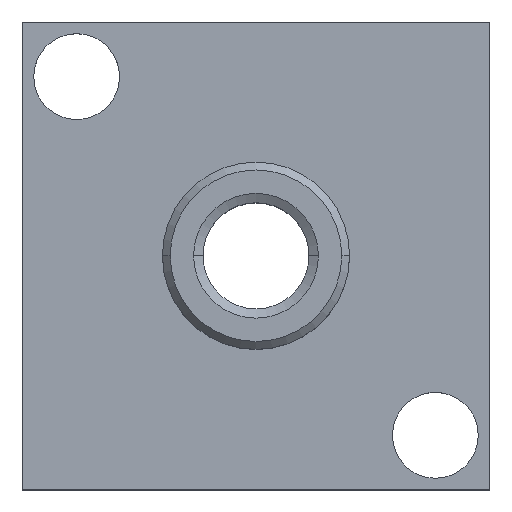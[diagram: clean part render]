
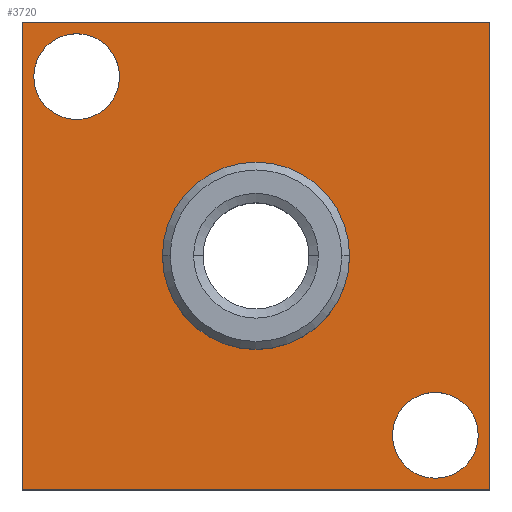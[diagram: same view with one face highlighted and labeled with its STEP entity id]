
A CAD part, top view. The second image highlights one B-rep face of the part: STEP entity #3720.
In plain terms, the highlighted planar face has unit normal (0, 0, 1).
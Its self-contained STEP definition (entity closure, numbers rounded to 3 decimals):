
#120=CARTESIAN_POINT('',(-8.75,11.5,3.));
#130=VERTEX_POINT('',#120);
#160=CARTESIAN_POINT('',(-11.5,11.5,3.));
#170=DIRECTION('',(0.,0.,-1.));
#180=DIRECTION('',(1.,0.,0.));
#190=AXIS2_PLACEMENT_3D('',#160,#170,#180);
#200=CIRCLE('',#190,2.75);
#210=CARTESIAN_POINT('',(-14.25,11.5,3.));
#220=VERTEX_POINT('',#210);
#230=EDGE_CURVE('',#130,#220,#200,.T.);
#540=CARTESIAN_POINT('',(8.75,-11.5,3.));
#550=VERTEX_POINT('',#540);
#580=CARTESIAN_POINT('',(11.5,-11.5,3.));
#590=DIRECTION('',(0.,0.,-1.));
#600=DIRECTION('',(1.,0.,0.));
#610=AXIS2_PLACEMENT_3D('',#580,#590,#600);
#620=CIRCLE('',#610,2.75);
#630=CARTESIAN_POINT('',(14.25,-11.5,3.));
#640=VERTEX_POINT('',#630);
#650=EDGE_CURVE('',#550,#640,#620,.T.);
#960=CARTESIAN_POINT('',(-15.,-15.,3.));
#970=VERTEX_POINT('',#960);
#1120=CARTESIAN_POINT('',(-15.,15.,3.));
#1130=VERTEX_POINT('',#1120);
#1160=CARTESIAN_POINT('',(-15.,0.,3.));
#1170=DIRECTION('',(0.,-1.,0.));
#1180=VECTOR('',#1170,1.);
#1190=LINE('',#1160,#1180);
#1200=EDGE_CURVE('',#1130,#970,#1190,.T.);
#1360=CARTESIAN_POINT('',(15.,15.,3.));
#1370=VERTEX_POINT('',#1360);
#1520=CARTESIAN_POINT('',(15.,-15.,3.));
#1530=VERTEX_POINT('',#1520);
#1560=CARTESIAN_POINT('',(15.,0.,3.));
#1570=DIRECTION('',(0.,1.,0.));
#1580=VECTOR('',#1570,1.);
#1590=LINE('',#1560,#1580);
#1600=EDGE_CURVE('',#1530,#1370,#1590,.T.);
#2890=CARTESIAN_POINT('',(6.,0.,3.));
#2900=VERTEX_POINT('',#2890);
#2980=CARTESIAN_POINT('',(-6.,0.,3.));
#2990=VERTEX_POINT('',#2980);
#3020=CARTESIAN_POINT('',(0.,0.,3.));
#3030=DIRECTION('',(0.,0.,-1.));
#3040=DIRECTION('',(-1.,0.,0.));
#3050=AXIS2_PLACEMENT_3D('',#3020,#3030,#3040);
#3060=CIRCLE('',#3050,6.);
#3070=EDGE_CURVE('',#2990,#2900,#3060,.T.);
#3200=CARTESIAN_POINT('',(0.,-15.,3.));
#3210=DIRECTION('',(1.,0.,0.));
#3220=VECTOR('',#3210,1.);
#3230=LINE('',#3200,#3220);
#3240=EDGE_CURVE('',#970,#1530,#3230,.T.);
#3340=CARTESIAN_POINT('',(0.,15.,3.));
#3350=DIRECTION('',(-1.,0.,0.));
#3360=VECTOR('',#3350,1.);
#3370=LINE('',#3340,#3360);
#3380=EDGE_CURVE('',#1370,#1130,#3370,.T.);
#3460=CARTESIAN_POINT('',(-15.3,-15.3,3.));
#3470=DIRECTION('',(0.,0.,1.));
#3480=DIRECTION('',(1.,0.,0.));
#3490=AXIS2_PLACEMENT_3D('',#3460,#3470,#3480);
#3500=PLANE('',#3490);
#3510=EDGE_CURVE('',#2900,#2990,#3060,.T.);
#3520=ORIENTED_EDGE('',*,*,#3510,.T.);
#3530=ORIENTED_EDGE('',*,*,#3070,.T.);
#3540=EDGE_LOOP('',(#3530,#3520));
#3550=FACE_BOUND('',#3540,.T.);
#3560=ORIENTED_EDGE('',*,*,#230,.T.);
#3570=EDGE_CURVE('',#220,#130,#200,.T.);
#3580=ORIENTED_EDGE('',*,*,#3570,.T.);
#3590=EDGE_LOOP('',(#3580,#3560));
#3600=FACE_BOUND('',#3590,.T.);
#3610=ORIENTED_EDGE('',*,*,#650,.T.);
#3620=EDGE_CURVE('',#640,#550,#620,.T.);
#3630=ORIENTED_EDGE('',*,*,#3620,.T.);
#3640=EDGE_LOOP('',(#3630,#3610));
#3650=FACE_BOUND('',#3640,.T.);
#3660=ORIENTED_EDGE('',*,*,#1600,.T.);
#3670=ORIENTED_EDGE('',*,*,#3240,.T.);
#3680=ORIENTED_EDGE('',*,*,#1200,.T.);
#3690=ORIENTED_EDGE('',*,*,#3380,.T.);
#3700=EDGE_LOOP('',(#3690,#3680,#3670,#3660));
#3710=FACE_OUTER_BOUND('',#3700,.T.);
#3720=ADVANCED_FACE('',(#3550,#3600,#3650,#3710),#3500,.T.);
